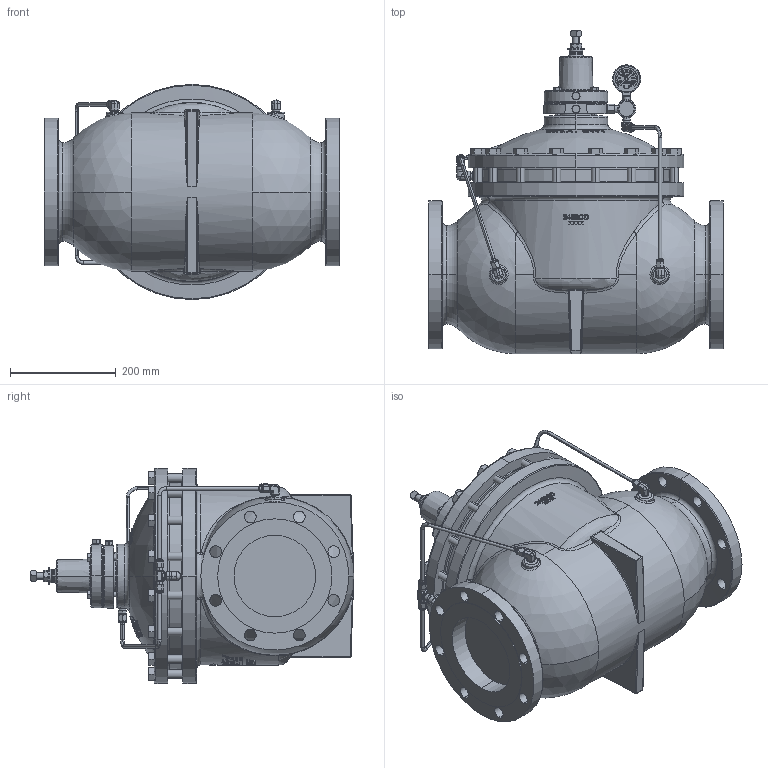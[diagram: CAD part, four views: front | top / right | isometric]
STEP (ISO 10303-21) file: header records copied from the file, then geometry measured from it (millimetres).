
FILE_DESCRIPTION (( 'STEP AP203' ), '1' );
FILE_NAME ('6 INCH 618 FGT BPV-D (AEDD).STEP', '2018-04-04T14:24:38', ( '' ), ( '' ), 'SwSTEP 2.0', 'SolidWorks 2016', '' );
FILE_SCHEMA (( 'CONFIG_CONTROL_DESIGN' ));
Products named in the file (1): 6 INCH 618 FGT BPV-D (AEDD)
Bounding box: 558.8 x 611.2 x 406.4 mm (x, y, z)
Volume: 51570988.7 mm3; surface area: 2185358.5 mm2
Topology: 57 solids, 57 shells, 4190 faces, 10411 edges, 6611 vertices
Faces by surface type: plane 1967, bspline 838, cylinder 769, cone 396, torus 133, sphere 87
Entity records: 186627 total; most frequent: CARTESIAN_POINT 93726, ORIENTED_EDGE 20704, DIRECTION 16925, EDGE_CURVE 10352, VERTEX_POINT 6611, AXIS2_PLACEMENT_3D 6059, VECTOR 4807, LINE 4807
